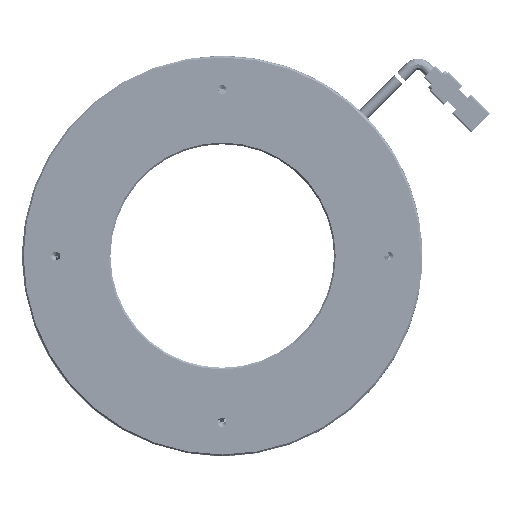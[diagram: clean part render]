
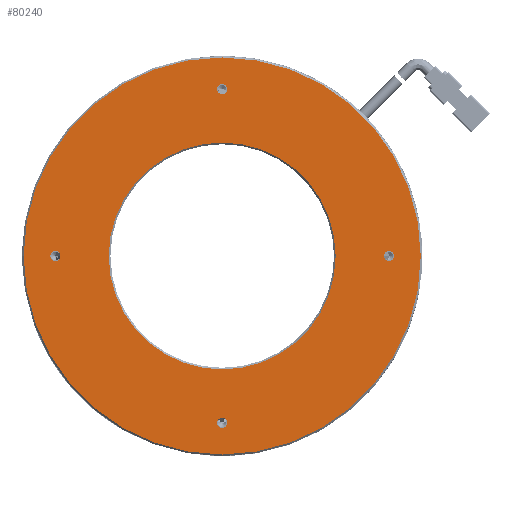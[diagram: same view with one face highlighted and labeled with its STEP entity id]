
A CAD part, front view. The second image highlights one B-rep face of the part: STEP entity #80240.
In plain terms, the highlighted planar face has unit normal (0, -1, 0).
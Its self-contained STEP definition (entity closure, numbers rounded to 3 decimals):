
#1992 = CIRCLE ( 'NONE', #106403, 1.5 ) ;
#5696 = DIRECTION ( 'NONE',  ( 0., -1., 0. ) ) ;
#5784 = EDGE_CURVE ( 'NONE', #222467, #200606, #267643, .T. ) ;
#10720 = VERTEX_POINT ( 'NONE', #160839 ) ;
#19823 = DIRECTION ( 'NONE',  ( 0., -1., 0. ) ) ;
#21717 = AXIS2_PLACEMENT_3D ( 'NONE', #164444, #34560, #186281 ) ;
#23109 = CARTESIAN_POINT ( 'NONE',  ( 3.081, -9.202, 51.5 ) ) ;
#27464 = ORIENTED_EDGE ( 'NONE', *, *, #185004, .F. ) ;
#29413 = CARTESIAN_POINT ( 'NONE',  ( 53.081, -9.202, 0. ) ) ;
#32980 = EDGE_CURVE ( 'NONE', #210757, #266007, #197719, .T. ) ;
#34560 = DIRECTION ( 'NONE',  ( 0., -1., 0. ) ) ;
#36763 = AXIS2_PLACEMENT_3D ( 'NONE', #180329, #50307, #202237 ) ;
#40006 = CARTESIAN_POINT ( 'NONE',  ( 3.081, -9.202, -59.5 ) ) ;
#40797 = CIRCLE ( 'NONE', #45131, 59.5 ) ;
#42821 = FACE_BOUND ( 'NONE', #245132, .T. ) ;
#43426 = DIRECTION ( 'NONE',  ( 0., -1., 0. ) ) ;
#45131 = AXIS2_PLACEMENT_3D ( 'NONE', #121646, #273278, #143462 ) ;
#50307 = DIRECTION ( 'NONE',  ( 0., 1., 0. ) ) ;
#51108 = DIRECTION ( 'NONE',  ( 0., 0., -1. ) ) ;
#61534 = EDGE_CURVE ( 'NONE', #119072, #131356, #240809, .T. ) ;
#61727 = CARTESIAN_POINT ( 'NONE',  ( 3.081, -9.202, 34. ) ) ;
#66959 = CARTESIAN_POINT ( 'NONE',  ( 3.081, -9.202, 48.5 ) ) ;
#67719 = VERTEX_POINT ( 'NONE', #198983 ) ;
#69275 = AXIS2_PLACEMENT_3D ( 'NONE', #85311, #237132, #107042 ) ;
#75809 = CARTESIAN_POINT ( 'NONE',  ( 53.081, -9.202, -1.5 ) ) ;
#77950 = CARTESIAN_POINT ( 'NONE',  ( 3.081, -9.202, -51.5 ) ) ;
#78092 = CIRCLE ( 'NONE', #85658, 1.5 ) ;
#80240 = ADVANCED_FACE ( 'NONE', ( #266796, #42821, #158182, #209275, #151442, #273524 ), #93079, .F. ) ;
#84037 = VERTEX_POINT ( 'NONE', #75809 ) ;
#85311 = CARTESIAN_POINT ( 'NONE',  ( 3.081, -9.202, 0. ) ) ;
#85658 = AXIS2_PLACEMENT_3D ( 'NONE', #135455, #5696, #157330 ) ;
#87883 = CARTESIAN_POINT ( 'NONE',  ( 53.081, -9.202, 0. ) ) ;
#90862 = EDGE_CURVE ( 'NONE', #67719, #211389, #241998, .T. ) ;
#93079 = PLANE ( 'NONE',  #36763 ) ;
#93919 = EDGE_LOOP ( 'NONE', ( #143569, #228462 ) ) ;
#98997 = DIRECTION ( 'NONE',  ( 0., -1., 0. ) ) ;
#101114 = EDGE_LOOP ( 'NONE', ( #27464, #239180 ) ) ;
#105092 = CARTESIAN_POINT ( 'NONE',  ( -46.919, -9.202, 0. ) ) ;
#106403 = AXIS2_PLACEMENT_3D ( 'NONE', #124011, #275649, #145906 ) ;
#107042 = DIRECTION ( 'NONE',  ( 0., 0., 1. ) ) ;
#108028 = CARTESIAN_POINT ( 'NONE',  ( -46.919, -9.202, 0. ) ) ;
#109612 = DIRECTION ( 'NONE',  ( 0., 0., -1. ) ) ;
#111014 = AXIS2_PLACEMENT_3D ( 'NONE', #29413, #181129, #51108 ) ;
#116472 = CARTESIAN_POINT ( 'NONE',  ( -46.919, -9.202, 1.5 ) ) ;
#117852 = CIRCLE ( 'NONE', #272575, 1.5 ) ;
#119072 = VERTEX_POINT ( 'NONE', #196978 ) ;
#121646 = CARTESIAN_POINT ( 'NONE',  ( 3.081, -9.202, 0. ) ) ;
#124011 = CARTESIAN_POINT ( 'NONE',  ( 3.081, -9.202, 50. ) ) ;
#126898 = DIRECTION ( 'NONE',  ( 0., 0., -1. ) ) ;
#128419 = EDGE_LOOP ( 'NONE', ( #234411, #245744 ) ) ;
#129852 = DIRECTION ( 'NONE',  ( 0., 0., -1. ) ) ;
#131356 = VERTEX_POINT ( 'NONE', #40006 ) ;
#135455 = CARTESIAN_POINT ( 'NONE',  ( 3.081, -9.202, -50. ) ) ;
#136683 = EDGE_CURVE ( 'NONE', #131356, #119072, #40797, .T. ) ;
#138844 = EDGE_CURVE ( 'NONE', #266007, #210757, #244525, .T. ) ;
#143462 = DIRECTION ( 'NONE',  ( 0., 0., 1. ) ) ;
#143569 = ORIENTED_EDGE ( 'NONE', *, *, #32980, .F. ) ;
#145906 = DIRECTION ( 'NONE',  ( 0., 0., -1. ) ) ;
#149685 = CARTESIAN_POINT ( 'NONE',  ( 3.081, -9.202, 0. ) ) ;
#150618 = EDGE_CURVE ( 'NONE', #238271, #235241, #281340, .T. ) ;
#151073 = CIRCLE ( 'NONE', #159238, 1.5 ) ;
#151442 = FACE_BOUND ( 'NONE', #93919, .T. ) ;
#152862 = ORIENTED_EDGE ( 'NONE', *, *, #90862, .F. ) ;
#157318 = EDGE_CURVE ( 'NONE', #200606, #222467, #1992, .T. ) ;
#157330 = DIRECTION ( 'NONE',  ( 0., 0., -1. ) ) ;
#157533 = EDGE_CURVE ( 'NONE', #10720, #84037, #151073, .T. ) ;
#158182 = FACE_BOUND ( 'NONE', #101114, .T. ) ;
#159238 = AXIS2_PLACEMENT_3D ( 'NONE', #87883, #239661, #109612 ) ;
#160839 = CARTESIAN_POINT ( 'NONE',  ( 53.081, -9.202, 1.5 ) ) ;
#164444 = CARTESIAN_POINT ( 'NONE',  ( 3.081, -9.202, -50. ) ) ;
#171546 = DIRECTION ( 'NONE',  ( 0., 0., -1. ) ) ;
#173360 = ORIENTED_EDGE ( 'NONE', *, *, #136683, .F. ) ;
#173379 = CARTESIAN_POINT ( 'NONE',  ( 3.081, -9.202, 0. ) ) ;
#174160 = ORIENTED_EDGE ( 'NONE', *, *, #219908, .F. ) ;
#180329 = CARTESIAN_POINT ( 'NONE',  ( 3.081, -9.202, 0. ) ) ;
#181129 = DIRECTION ( 'NONE',  ( 0., -1., 0. ) ) ;
#185004 = EDGE_CURVE ( 'NONE', #235241, #238271, #117852, .T. ) ;
#186281 = DIRECTION ( 'NONE',  ( 0., 0., -1. ) ) ;
#195148 = DIRECTION ( 'NONE',  ( 0., 0., -1. ) ) ;
#196978 = CARTESIAN_POINT ( 'NONE',  ( 3.081, -9.202, 59.5 ) ) ;
#197719 = CIRCLE ( 'NONE', #262629, 34. ) ;
#198983 = CARTESIAN_POINT ( 'NONE',  ( 3.081, -9.202, -48.5 ) ) ;
#200606 = VERTEX_POINT ( 'NONE', #66959 ) ;
#202237 = DIRECTION ( 'NONE',  ( 0., 0., 1. ) ) ;
#203669 = CARTESIAN_POINT ( 'NONE',  ( 3.081, -9.202, -34. ) ) ;
#209275 = FACE_BOUND ( 'NONE', #225444, .T. ) ;
#210757 = VERTEX_POINT ( 'NONE', #203669 ) ;
#211389 = VERTEX_POINT ( 'NONE', #77950 ) ;
#219908 = EDGE_CURVE ( 'NONE', #211389, #67719, #78092, .T. ) ;
#222467 = VERTEX_POINT ( 'NONE', #23109 ) ;
#223803 = CIRCLE ( 'NONE', #111014, 1.5 ) ;
#225444 = EDGE_LOOP ( 'NONE', ( #174160, #152862 ) ) ;
#225954 = AXIS2_PLACEMENT_3D ( 'NONE', #149685, #19823, #171546 ) ;
#228462 = ORIENTED_EDGE ( 'NONE', *, *, #138844, .F. ) ;
#229019 = CARTESIAN_POINT ( 'NONE',  ( 3.081, -9.202, 50. ) ) ;
#232194 = ORIENTED_EDGE ( 'NONE', *, *, #157318, .F. ) ;
#232332 = AXIS2_PLACEMENT_3D ( 'NONE', #108028, #259853, #129852 ) ;
#234411 = ORIENTED_EDGE ( 'NONE', *, *, #266201, .F. ) ;
#235241 = VERTEX_POINT ( 'NONE', #268592 ) ;
#237132 = DIRECTION ( 'NONE',  ( 0., 1., 0. ) ) ;
#238271 = VERTEX_POINT ( 'NONE', #116472 ) ;
#239180 = ORIENTED_EDGE ( 'NONE', *, *, #150618, .F. ) ;
#239661 = DIRECTION ( 'NONE',  ( 0., -1., 0. ) ) ;
#239843 = ORIENTED_EDGE ( 'NONE', *, *, #61534, .F. ) ;
#240809 = CIRCLE ( 'NONE', #69275, 59.5 ) ;
#241998 = CIRCLE ( 'NONE', #21717, 1.5 ) ;
#244525 = CIRCLE ( 'NONE', #225954, 34. ) ;
#245132 = EDGE_LOOP ( 'NONE', ( #232194, #258032 ) ) ;
#245744 = ORIENTED_EDGE ( 'NONE', *, *, #157533, .F. ) ;
#250152 = EDGE_LOOP ( 'NONE', ( #239843, #173360 ) ) ;
#250714 = DIRECTION ( 'NONE',  ( 0., 0., -1. ) ) ;
#256836 = DIRECTION ( 'NONE',  ( 0., -1., 0. ) ) ;
#258032 = ORIENTED_EDGE ( 'NONE', *, *, #5784, .F. ) ;
#259853 = DIRECTION ( 'NONE',  ( 0., -1., 0. ) ) ;
#262629 = AXIS2_PLACEMENT_3D ( 'NONE', #173379, #43426, #195148 ) ;
#266007 = VERTEX_POINT ( 'NONE', #61727 ) ;
#266201 = EDGE_CURVE ( 'NONE', #84037, #10720, #223803, .T. ) ;
#266796 = FACE_BOUND ( 'NONE', #128419, .T. ) ;
#267643 = CIRCLE ( 'NONE', #271307, 1.5 ) ;
#268592 = CARTESIAN_POINT ( 'NONE',  ( -46.919, -9.202, -1.5 ) ) ;
#271307 = AXIS2_PLACEMENT_3D ( 'NONE', #229019, #98997, #250714 ) ;
#272575 = AXIS2_PLACEMENT_3D ( 'NONE', #105092, #256836, #126898 ) ;
#273278 = DIRECTION ( 'NONE',  ( 0., 1., 0. ) ) ;
#273524 = FACE_OUTER_BOUND ( 'NONE', #250152, .T. ) ;
#275649 = DIRECTION ( 'NONE',  ( 0., -1., 0. ) ) ;
#281340 = CIRCLE ( 'NONE', #232332, 1.5 ) ;
